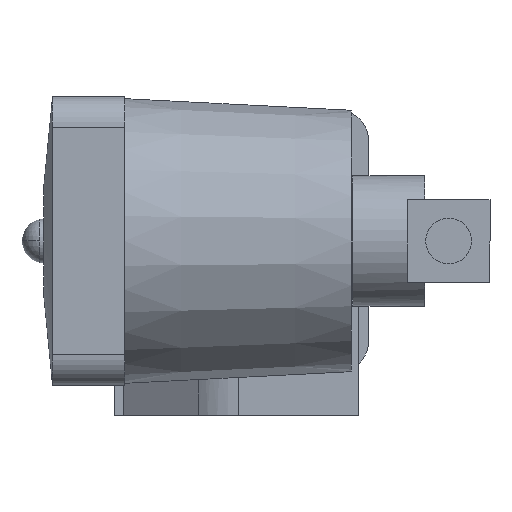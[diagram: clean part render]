
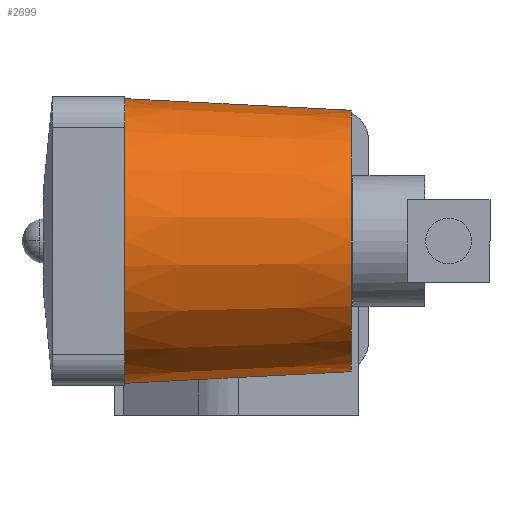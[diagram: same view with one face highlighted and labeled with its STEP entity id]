
A CAD part, left-side view. The second image highlights one B-rep face of the part: STEP entity #2699.
In plain terms, the highlighted conical face has half-angle 2.943 degrees and reference radius 30 mm.
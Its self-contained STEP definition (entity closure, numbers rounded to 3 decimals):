
#58 = CARTESIAN_POINT ( 'NONE',  ( 0., 7.5, -30. ) ) ;
#62 = DIRECTION ( 'NONE',  ( 0., 0., -1. ) ) ;
#75 = CARTESIAN_POINT ( 'NONE',  ( 0., 59.5, -32.673 ) ) ;
#97 = EDGE_CURVE ( 'NONE', #1263, #1368, #1609, .T. ) ;
#169 = CARTESIAN_POINT ( 'NONE',  ( 0., 7.5, 0. ) ) ;
#248 = CARTESIAN_POINT ( 'NONE',  ( 0., 7.5, 0. ) ) ;
#255 = CIRCLE ( 'NONE', #765, 30. ) ;
#290 = VECTOR ( 'NONE', #2624, 1000. ) ;
#297 = VERTEX_POINT ( 'NONE', #58 ) ;
#346 = VECTOR ( 'NONE', #3000, 1000. ) ;
#464 = CIRCLE ( 'NONE', #2185, 32.673 ) ;
#491 = DIRECTION ( 'NONE',  ( 0., 1., 0. ) ) ;
#505 = FACE_OUTER_BOUND ( 'NONE', #3069, .T. ) ;
#694 = DIRECTION ( 'NONE',  ( 0., 0., -1. ) ) ;
#765 = AXIS2_PLACEMENT_3D ( 'NONE', #248, #933, #694 ) ;
#933 = DIRECTION ( 'NONE',  ( 0., -1., 0. ) ) ;
#1263 = VERTEX_POINT ( 'NONE', #1401 ) ;
#1368 = VERTEX_POINT ( 'NONE', #2448 ) ;
#1401 = CARTESIAN_POINT ( 'NONE',  ( 0., 7.5, 30. ) ) ;
#1455 = EDGE_CURVE ( 'NONE', #297, #2519, #1760, .T. ) ;
#1565 = DIRECTION ( 'NONE',  ( 0., 0., 1. ) ) ;
#1609 = LINE ( 'NONE', #1655, #290 ) ;
#1655 = CARTESIAN_POINT ( 'NONE',  ( 0., 7.5, 30. ) ) ;
#1724 = ORIENTED_EDGE ( 'NONE', *, *, #97, .T. ) ;
#1760 = LINE ( 'NONE', #1779, #346 ) ;
#1779 = CARTESIAN_POINT ( 'NONE',  ( 0., 7.5, -30. ) ) ;
#2185 = AXIS2_PLACEMENT_3D ( 'NONE', #2611, #491, #62 ) ;
#2388 = ORIENTED_EDGE ( 'NONE', *, *, #2428, .F. ) ;
#2428 = EDGE_CURVE ( 'NONE', #2519, #1368, #464, .T. ) ;
#2442 = AXIS2_PLACEMENT_3D ( 'NONE', #169, #3007, #1565 ) ;
#2448 = CARTESIAN_POINT ( 'NONE',  ( 0., 59.5, 32.673 ) ) ;
#2508 = ORIENTED_EDGE ( 'NONE', *, *, #2863, .F. ) ;
#2519 = VERTEX_POINT ( 'NONE', #75 ) ;
#2611 = CARTESIAN_POINT ( 'NONE',  ( 0., 59.5, 0. ) ) ;
#2624 = DIRECTION ( 'NONE',  ( 0., 0.999, 0.051 ) ) ;
#2699 = ADVANCED_FACE ( 'NONE', ( #505 ), #2945, .T. ) ;
#2863 = EDGE_CURVE ( 'NONE', #1263, #297, #255, .T. ) ;
#2926 = ORIENTED_EDGE ( 'NONE', *, *, #1455, .F. ) ;
#2945 = CONICAL_SURFACE ( 'NONE', #2442, 30., 0.051 ) ;
#3000 = DIRECTION ( 'NONE',  ( 0., 0.999, -0.051 ) ) ;
#3007 = DIRECTION ( 'NONE',  ( 0., 1., 0. ) ) ;
#3069 = EDGE_LOOP ( 'NONE', ( #2926, #2508, #1724, #2388 ) ) ;
